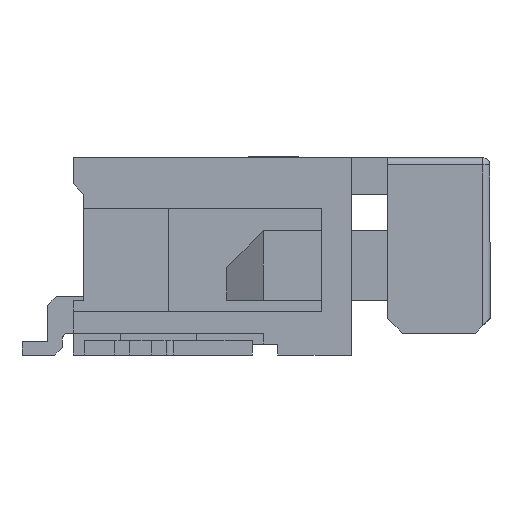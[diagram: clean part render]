
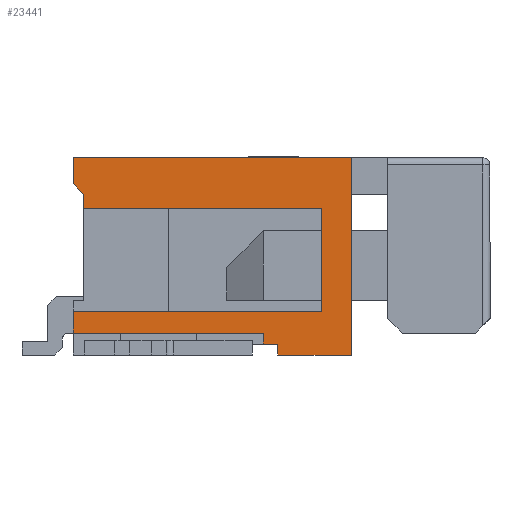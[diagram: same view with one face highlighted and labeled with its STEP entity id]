
A CAD part, left-side view. The second image highlights one B-rep face of the part: STEP entity #23441.
In plain terms, the highlighted planar face has unit normal (-1, 0, 0).
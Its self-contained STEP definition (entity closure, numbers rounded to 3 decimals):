
#728 = VERTEX_POINT ( 'NONE', #35075 ) ;
#980 = DIRECTION ( 'NONE',  ( 0., 0., 1. ) ) ;
#1259 = CARTESIAN_POINT ( 'NONE',  ( -6.65, -0.3, 0. ) ) ;
#2388 = CARTESIAN_POINT ( 'NONE',  ( -6.65, -0.1, 0.3 ) ) ;
#2745 = ORIENTED_EDGE ( 'NONE', *, *, #27666, .F. ) ;
#3205 = VECTOR ( 'NONE', #57228, 1000. ) ;
#3256 = LINE ( 'NONE', #25121, #6666 ) ;
#4116 = CARTESIAN_POINT ( 'NONE',  ( -6.65, 2.5, 2.341 ) ) ;
#4606 = EDGE_CURVE ( 'NONE', #49685, #20783, #49773, .T. ) ;
#5354 = DIRECTION ( 'NONE',  ( 0., 0., -1. ) ) ;
#5560 = DIRECTION ( 'NONE',  ( 0., 1., 0. ) ) ;
#6120 = CARTESIAN_POINT ( 'NONE',  ( -6.65, 0., 2.7 ) ) ;
#6405 = VECTOR ( 'NONE', #28411, 1000. ) ;
#6666 = VECTOR ( 'NONE', #16957, 1000. ) ;
#7602 = VECTOR ( 'NONE', #13353, 1000. ) ;
#7964 = CARTESIAN_POINT ( 'NONE',  ( -6.65, -0.3, 0. ) ) ;
#8008 = DIRECTION ( 'NONE',  ( 0., -1., 0. ) ) ;
#8745 = DIRECTION ( 'NONE',  ( 0., -1., 0. ) ) ;
#8940 = VERTEX_POINT ( 'NONE', #39927 ) ;
#9151 = LINE ( 'NONE', #1259, #15931 ) ;
#9383 = ORIENTED_EDGE ( 'NONE', *, *, #37539, .T. ) ;
#9727 = LINE ( 'NONE', #45304, #41712 ) ;
#9786 = DIRECTION ( 'NONE',  ( 0., 1., 0. ) ) ;
#10398 = EDGE_CURVE ( 'NONE', #16298, #20783, #36722, .T. ) ;
#11775 = LINE ( 'NONE', #43277, #53196 ) ;
#12117 = PLANE ( 'NONE',  #35946 ) ;
#12441 = ORIENTED_EDGE ( 'NONE', *, *, #22748, .F. ) ;
#13063 = CARTESIAN_POINT ( 'NONE',  ( -6.65, -0.9, 0.6 ) ) ;
#13353 = DIRECTION ( 'NONE',  ( 0., 0., 1. ) ) ;
#13436 = EDGE_CURVE ( 'NONE', #18314, #31044, #16153, .T. ) ;
#13686 = VERTEX_POINT ( 'NONE', #21882 ) ;
#14652 = VERTEX_POINT ( 'NONE', #18733 ) ;
#15364 = DIRECTION ( 'NONE',  ( 0., -1., 0. ) ) ;
#15366 = EDGE_CURVE ( 'NONE', #8940, #728, #11775, .T. ) ;
#15931 = VECTOR ( 'NONE', #980, 1000. ) ;
#16153 = LINE ( 'NONE', #25753, #18404 ) ;
#16298 = VERTEX_POINT ( 'NONE', #27388 ) ;
#16570 = ORIENTED_EDGE ( 'NONE', *, *, #10398, .T. ) ;
#16957 = DIRECTION ( 'NONE',  ( 0., 0., -1. ) ) ;
#17119 = LINE ( 'NONE', #13063, #7602 ) ;
#18314 = VERTEX_POINT ( 'NONE', #2388 ) ;
#18404 = VECTOR ( 'NONE', #46827, 1000. ) ;
#18521 = EDGE_CURVE ( 'NONE', #21690, #25780, #3256, .T. ) ;
#18634 = ORIENTED_EDGE ( 'NONE', *, *, #35248, .T. ) ;
#18733 = CARTESIAN_POINT ( 'NONE',  ( -6.65, 2.5, 0.3 ) ) ;
#19509 = CARTESIAN_POINT ( 'NONE',  ( -6.65, 2.359, 2. ) ) ;
#19588 = VERTEX_POINT ( 'NONE', #7964 ) ;
#20783 = VERTEX_POINT ( 'NONE', #19509 ) ;
#21548 = CARTESIAN_POINT ( 'NONE',  ( -6.65, -0.3, 0.15 ) ) ;
#21690 = VERTEX_POINT ( 'NONE', #51103 ) ;
#21882 = CARTESIAN_POINT ( 'NONE',  ( -6.65, -0.9, 0.6 ) ) ;
#22162 = VECTOR ( 'NONE', #5560, 1000. ) ;
#22468 = EDGE_CURVE ( 'NONE', #31044, #35283, #33963, .T. ) ;
#22748 = EDGE_CURVE ( 'NONE', #728, #19588, #40948, .T. ) ;
#23441 = ADVANCED_FACE ( 'NONE', ( #52045 ), #12117, .T. ) ;
#23520 = CARTESIAN_POINT ( 'NONE',  ( -6.65, 2.5, 2. ) ) ;
#23734 = CARTESIAN_POINT ( 'NONE',  ( -6.65, 0., 0. ) ) ;
#24627 = CARTESIAN_POINT ( 'NONE',  ( -6.65, -0.1, 0.15 ) ) ;
#25121 = CARTESIAN_POINT ( 'NONE',  ( -6.65, 2.5, 0. ) ) ;
#25753 = CARTESIAN_POINT ( 'NONE',  ( -6.65, -0.1, 0.3 ) ) ;
#25780 = VERTEX_POINT ( 'NONE', #4116 ) ;
#26263 = ORIENTED_EDGE ( 'NONE', *, *, #34245, .F. ) ;
#26304 = CARTESIAN_POINT ( 'NONE',  ( -6.65, 0., 0.3 ) ) ;
#26867 = LINE ( 'NONE', #26304, #3205 ) ;
#27069 = LINE ( 'NONE', #48718, #43430 ) ;
#27388 = CARTESIAN_POINT ( 'NONE',  ( -6.65, 2.359, 2.2 ) ) ;
#27471 = ORIENTED_EDGE ( 'NONE', *, *, #22468, .T. ) ;
#27666 = EDGE_CURVE ( 'NONE', #48748, #13686, #27069, .T. ) ;
#27736 = ORIENTED_EDGE ( 'NONE', *, *, #4606, .F. ) ;
#27935 = EDGE_LOOP ( 'NONE', ( #38558, #27471, #37173, #12441, #28447, #33590, #28607, #9383, #16570, #27736, #52682, #2745, #18634, #26263 ) ) ;
#28411 = DIRECTION ( 'NONE',  ( 0., 1., 0. ) ) ;
#28447 = ORIENTED_EDGE ( 'NONE', *, *, #15366, .F. ) ;
#28607 = ORIENTED_EDGE ( 'NONE', *, *, #18521, .T. ) ;
#29809 = VECTOR ( 'NONE', #41699, 1000. ) ;
#31044 = VERTEX_POINT ( 'NONE', #24627 ) ;
#31196 = EDGE_CURVE ( 'NONE', #19588, #35283, #9151, .T. ) ;
#32059 = CARTESIAN_POINT ( 'NONE',  ( -6.65, 0., 0. ) ) ;
#32682 = LINE ( 'NONE', #37341, #29809 ) ;
#33590 = ORIENTED_EDGE ( 'NONE', *, *, #52732, .T. ) ;
#33963 = LINE ( 'NONE', #55880, #53596 ) ;
#34245 = EDGE_CURVE ( 'NONE', #18314, #14652, #26867, .T. ) ;
#35075 = CARTESIAN_POINT ( 'NONE',  ( -6.65, -1.3, 0. ) ) ;
#35086 = DIRECTION ( 'NONE',  ( -1., 0., 0. ) ) ;
#35248 = EDGE_CURVE ( 'NONE', #48748, #14652, #9727, .T. ) ;
#35283 = VERTEX_POINT ( 'NONE', #21548 ) ;
#35946 = AXIS2_PLACEMENT_3D ( 'NONE', #32059, #35086, #8008 ) ;
#36722 = LINE ( 'NONE', #45836, #44423 ) ;
#36834 = EDGE_CURVE ( 'NONE', #13686, #49685, #17119, .T. ) ;
#37173 = ORIENTED_EDGE ( 'NONE', *, *, #31196, .F. ) ;
#37341 = CARTESIAN_POINT ( 'NONE',  ( -6.65, 0.079, -0.079 ) ) ;
#37539 = EDGE_CURVE ( 'NONE', #25780, #16298, #32682, .T. ) ;
#38558 = ORIENTED_EDGE ( 'NONE', *, *, #13436, .T. ) ;
#39927 = CARTESIAN_POINT ( 'NONE',  ( -6.65, -1.3, 2.7 ) ) ;
#40948 = LINE ( 'NONE', #23734, #49893 ) ;
#41647 = LINE ( 'NONE', #6120, #22162 ) ;
#41699 = DIRECTION ( 'NONE',  ( 0., -0.707, -0.707 ) ) ;
#41712 = VECTOR ( 'NONE', #5354, 1000. ) ;
#43277 = CARTESIAN_POINT ( 'NONE',  ( -6.65, -1.3, 0. ) ) ;
#43430 = VECTOR ( 'NONE', #8745, 1000. ) ;
#44423 = VECTOR ( 'NONE', #45531, 1000. ) ;
#45304 = CARTESIAN_POINT ( 'NONE',  ( -6.65, 2.5, 0. ) ) ;
#45531 = DIRECTION ( 'NONE',  ( 0., 0., -1. ) ) ;
#45836 = CARTESIAN_POINT ( 'NONE',  ( -6.65, 2.359, 0. ) ) ;
#46827 = DIRECTION ( 'NONE',  ( 0., 0., -1. ) ) ;
#47383 = DIRECTION ( 'NONE',  ( 0., 0., -1. ) ) ;
#48718 = CARTESIAN_POINT ( 'NONE',  ( -6.65, 2.5, 0.6 ) ) ;
#48748 = VERTEX_POINT ( 'NONE', #56906 ) ;
#49685 = VERTEX_POINT ( 'NONE', #51739 ) ;
#49773 = LINE ( 'NONE', #23520, #6405 ) ;
#49893 = VECTOR ( 'NONE', #9786, 1000. ) ;
#51103 = CARTESIAN_POINT ( 'NONE',  ( -6.65, 2.5, 2.7 ) ) ;
#51739 = CARTESIAN_POINT ( 'NONE',  ( -6.65, -0.9, 2. ) ) ;
#52045 = FACE_OUTER_BOUND ( 'NONE', #27935, .T. ) ;
#52682 = ORIENTED_EDGE ( 'NONE', *, *, #36834, .F. ) ;
#52732 = EDGE_CURVE ( 'NONE', #8940, #21690, #41647, .T. ) ;
#53196 = VECTOR ( 'NONE', #47383, 1000. ) ;
#53596 = VECTOR ( 'NONE', #15364, 1000. ) ;
#55880 = CARTESIAN_POINT ( 'NONE',  ( -6.65, 0., 0.15 ) ) ;
#56906 = CARTESIAN_POINT ( 'NONE',  ( -6.65, 2.5, 0.6 ) ) ;
#57228 = DIRECTION ( 'NONE',  ( 0., 1., 0. ) ) ;
